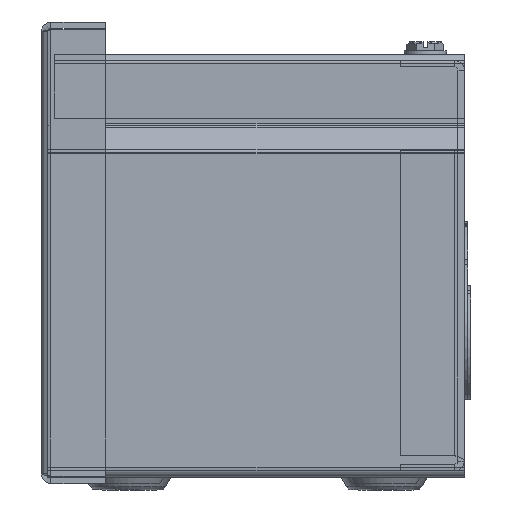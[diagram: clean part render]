
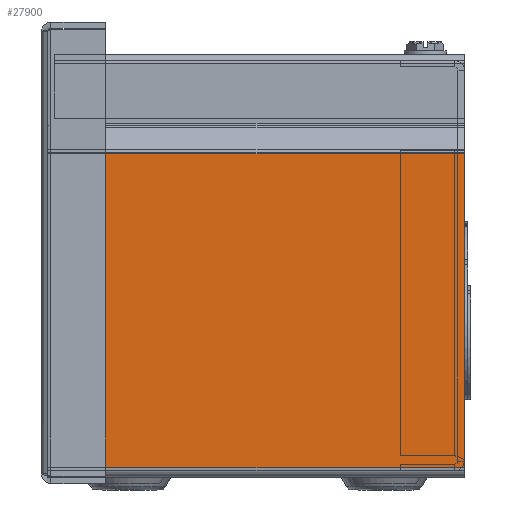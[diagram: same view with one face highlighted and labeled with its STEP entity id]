
A CAD part, left-side view. The second image highlights one B-rep face of the part: STEP entity #27900.
In plain terms, the highlighted planar face has unit normal (-1, 0, 0).
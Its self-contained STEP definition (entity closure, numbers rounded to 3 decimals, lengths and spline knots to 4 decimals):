
#1429=LINE($,#40450,#3643);
#1432=LINE($,#40456,#3646);
#1440=LINE($,#40479,#3654);
#1441=LINE($,#40483,#3655);
#3643=VECTOR($,#32622,4.0625);
#3646=VECTOR($,#32627,3.061);
#3654=VECTOR($,#32659,4.0625);
#3655=VECTOR($,#32666,3.061);
#5836=PLANE($,#29616);
#6870=FACE_OUTER_BOUND($,#8502,.T.);
#8502=EDGE_LOOP($,(#18152,#18153,#18154,#18155));
#11492=VERTEX_POINT($,#40438);
#11493=VERTEX_POINT($,#40442);
#11495=VERTEX_POINT($,#40454);
#11498=VERTEX_POINT($,#40478);
#14024=EDGE_CURVE($,#11492,#11493,#1429,.T.);
#14027=EDGE_CURVE($,#11495,#11493,#1432,.T.);
#14039=EDGE_CURVE($,#11495,#11498,#1440,.T.);
#14042=EDGE_CURVE($,#11492,#11498,#1441,.T.);
#18152=ORIENTED_EDGE($,*,*,#14024,.T.);
#18153=ORIENTED_EDGE($,*,*,#14027,.F.);
#18154=ORIENTED_EDGE($,*,*,#14039,.T.);
#18155=ORIENTED_EDGE($,*,*,#14042,.F.);
#27900=ADVANCED_FACE($,(#6870),#5836,.F.);
#29616=AXIS2_PLACEMENT_3D($,#40491,#32678,#32679);
#32622=DIRECTION($,(0.,1.,0.));
#32627=DIRECTION($,(0.,0.,1.));
#32659=DIRECTION($,(0.,-1.,0.));
#32666=DIRECTION($,(0.,0.,-1.));
#32678=DIRECTION('center_axis',(1.,0.,0.));
#32679=DIRECTION('ref_axis',(0.,0.,-1.));
#40438=CARTESIAN_POINT('',(-30.0625,-2.0313,3.1542));
#40442=CARTESIAN_POINT('',(-30.0625,2.0313,3.1542));
#40450=CARTESIAN_POINT($,(-30.0625,1.0156,3.1542));
#40454=CARTESIAN_POINT('',(-30.0625,2.0313,0.0933));
#40456=CARTESIAN_POINT($,(-30.0625,2.0313,0.0933));
#40478=CARTESIAN_POINT('',(-30.0625,-2.0313,0.0933));
#40479=CARTESIAN_POINT($,(-30.0625,0.,0.0933));
#40483=CARTESIAN_POINT($,(-30.0625,-2.0313,-0.0445));
#40491=CARTESIAN_POINT('Origin',(-30.0625,0.,1.5997));
